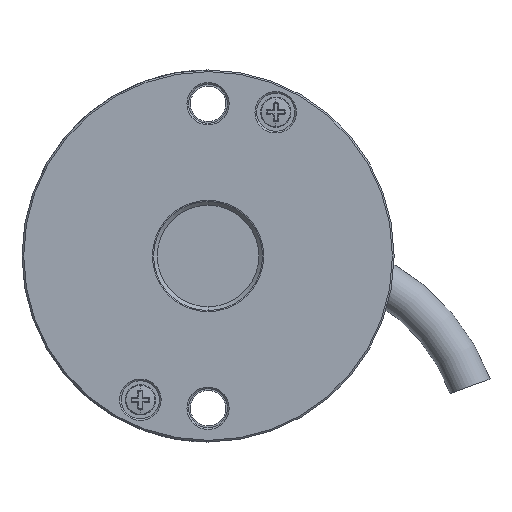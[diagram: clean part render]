
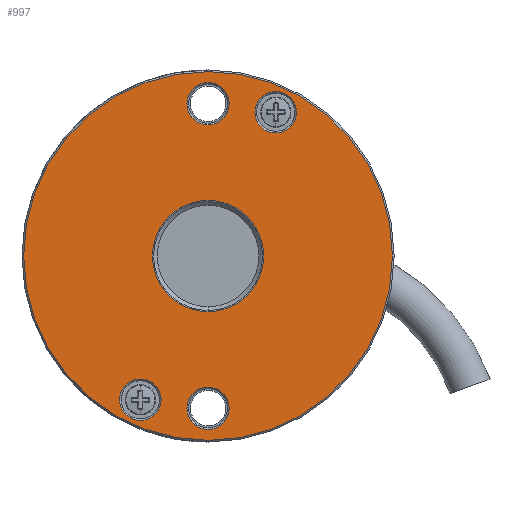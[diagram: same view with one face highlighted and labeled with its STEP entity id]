
A CAD part, front view. The second image highlights one B-rep face of the part: STEP entity #997.
In plain terms, the highlighted planar face has unit normal (0, -1, 0).
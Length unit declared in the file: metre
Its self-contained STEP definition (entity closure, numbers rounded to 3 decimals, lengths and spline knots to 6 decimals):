
#11 = VERTEX_POINT ( 'NONE', #1085 ) ;
#231 = EDGE_CURVE ( 'NONE', #252, #269, #2213, .T. ) ;
#252 = VERTEX_POINT ( 'NONE', #2374 ) ;
#269 = VERTEX_POINT ( 'NONE', #2514 ) ;
#284 = VERTEX_POINT ( 'NONE', #2632 ) ;
#355 = EDGE_CURVE ( 'NONE', #374, #284, #3073, .T. ) ;
#374 = VERTEX_POINT ( 'NONE', #3273 ) ;
#646 = VERTEX_POINT ( 'NONE', #2078 ) ;
#699 = EDGE_CURVE ( 'NONE', #716, #646, #2530, .T. ) ;
#702 = VERTEX_POINT ( 'NONE', #2560 ) ;
#716 = VERTEX_POINT ( 'NONE', #2678 ) ;
#767 = EDGE_CURVE ( 'NONE', #807, #702, #2897, .T. ) ;
#807 = VERTEX_POINT ( 'NONE', #3045 ) ;
#848 = VERTEX_POINT ( 'NONE', #3219 ) ;
#970 = EDGE_CURVE ( 'NONE', #11, #848, #3665, .T. ) ;
#997 = ADVANCED_FACE ( 'NONE', ( #1091, #1092, #1093, #1094, #1095, #1096 ), #1097, .T. ) ;
#1016 = EDGE_LOOP ( 'NONE', ( #1084, #1487 ) ) ;
#1084 = ORIENTED_EDGE ( 'NONE', *, *, #767, .T. ) ;
#1085 = CARTESIAN_POINT ( 'NONE',  ( 0.008, -0.003, 0.01455 ) ) ;
#1091 = FACE_BOUND ( 'NONE', #1016, .T. ) ;
#1092 = FACE_OUTER_BOUND ( 'NONE', #1931, .T. ) ;
#1093 = FACE_BOUND ( 'NONE', #3289, .T. ) ;
#1094 = FACE_BOUND ( 'NONE', #4391, .T. ) ;
#1095 = FACE_BOUND ( 'NONE', #4519, .T. ) ;
#1096 = FACE_BOUND ( 'NONE', #4638, .T. ) ;
#1097 = PLANE ( 'NONE',  #1098 ) ;
#1098 = AXIS2_PLACEMENT_3D ( 'NONE', #1099, #1100, #1102 ) ;
#1099 = CARTESIAN_POINT ( 'NONE',  ( 0., -0.003, 0. ) ) ;
#1100 = DIRECTION ( 'NONE',  ( 0., -1., 0. ) ) ;
#1102 = DIRECTION ( 'NONE',  ( 0., 0., -1. ) ) ;
#1487 = ORIENTED_EDGE ( 'NONE', *, *, #1737, .T. ) ;
#1549 = CIRCLE ( 'NONE', #1550, 0.0025 ) ;
#1550 = AXIS2_PLACEMENT_3D ( 'NONE', #1551, #1552, #1553 ) ;
#1551 = CARTESIAN_POINT ( 'NONE',  ( 0., -0.003, 0.018 ) ) ;
#1552 = DIRECTION ( 'NONE',  ( 0., 1., 0. ) ) ;
#1553 = DIRECTION ( 'NONE',  ( 0., 0., -1. ) ) ;
#1673 = CARTESIAN_POINT ( 'NONE',  ( -0.008, -0.003, -0.01945 ) ) ;
#1737 = EDGE_CURVE ( 'NONE', #702, #807, #1549, .T. ) ;
#1861 = CIRCLE ( 'NONE', #1862, 0.00245 ) ;
#1862 = AXIS2_PLACEMENT_3D ( 'NONE', #1863, #1864, #1865 ) ;
#1863 = CARTESIAN_POINT ( 'NONE',  ( 0.008, -0.003, 0.017 ) ) ;
#1864 = DIRECTION ( 'NONE',  ( 0., 1., 0. ) ) ;
#1865 = DIRECTION ( 'NONE',  ( 0., 0., -1. ) ) ;
#1931 = EDGE_LOOP ( 'NONE', ( #2450, #3078 ) ) ;
#2078 = CARTESIAN_POINT ( 'NONE',  ( 0., -0.003, -0.0155 ) ) ;
#2194 = CIRCLE ( 'NONE', #2195, 0.0218 ) ;
#2195 = AXIS2_PLACEMENT_3D ( 'NONE', #2196, #2197, #2198 ) ;
#2196 = CARTESIAN_POINT ( 'NONE',  ( 0., -0.003, 0. ) ) ;
#2197 = DIRECTION ( 'NONE',  ( 0., -1., 0. ) ) ;
#2198 = DIRECTION ( 'NONE',  ( 0., 0., -1. ) ) ;
#2213 = CIRCLE ( 'NONE', #2214, 0.0218 ) ;
#2214 = AXIS2_PLACEMENT_3D ( 'NONE', #2215, #2216, #2217 ) ;
#2215 = CARTESIAN_POINT ( 'NONE',  ( 0., -0.003, 0. ) ) ;
#2216 = DIRECTION ( 'NONE',  ( 0., -1., 0. ) ) ;
#2217 = DIRECTION ( 'NONE',  ( 0., 0., -1. ) ) ;
#2374 = CARTESIAN_POINT ( 'NONE',  ( 0., -0.003, -0.0218 ) ) ;
#2450 = ORIENTED_EDGE ( 'NONE', *, *, #2695, .T. ) ;
#2514 = CARTESIAN_POINT ( 'NONE',  ( 0., -0.003, 0.0218 ) ) ;
#2530 = CIRCLE ( 'NONE', #2531, 0.0025 ) ;
#2531 = AXIS2_PLACEMENT_3D ( 'NONE', #2532, #2533, #2534 ) ;
#2532 = CARTESIAN_POINT ( 'NONE',  ( 0., -0.003, -0.018 ) ) ;
#2533 = DIRECTION ( 'NONE',  ( 0., 1., 0. ) ) ;
#2534 = DIRECTION ( 'NONE',  ( 0., 0., -1. ) ) ;
#2560 = CARTESIAN_POINT ( 'NONE',  ( 0., -0.003, 0.0205 ) ) ;
#2632 = CARTESIAN_POINT ( 'NONE',  ( 0., -0.003, 0.006583 ) ) ;
#2678 = CARTESIAN_POINT ( 'NONE',  ( 0., -0.003, -0.0205 ) ) ;
#2695 = EDGE_CURVE ( 'NONE', #269, #252, #2194, .T. ) ;
#2729 = CIRCLE ( 'NONE', #2730, 0.00245 ) ;
#2730 = AXIS2_PLACEMENT_3D ( 'NONE', #2731, #2732, #2733 ) ;
#2731 = CARTESIAN_POINT ( 'NONE',  ( -0.008, -0.003, -0.017 ) ) ;
#2732 = DIRECTION ( 'NONE',  ( 0., 1., 0. ) ) ;
#2733 = DIRECTION ( 'NONE',  ( 0., 0., -1. ) ) ;
#2897 = CIRCLE ( 'NONE', #2898, 0.0025 ) ;
#2898 = AXIS2_PLACEMENT_3D ( 'NONE', #2899, #2900, #2901 ) ;
#2899 = CARTESIAN_POINT ( 'NONE',  ( 0., -0.003, 0.018 ) ) ;
#2900 = DIRECTION ( 'NONE',  ( 0., 1., 0. ) ) ;
#2901 = DIRECTION ( 'NONE',  ( 0., 0., -1. ) ) ;
#3045 = CARTESIAN_POINT ( 'NONE',  ( 0., -0.003, 0.0155 ) ) ;
#3073 = CIRCLE ( 'NONE', #3074, 0.006583 ) ;
#3074 = AXIS2_PLACEMENT_3D ( 'NONE', #3075, #3076, #3082 ) ;
#3075 = CARTESIAN_POINT ( 'NONE',  ( 0., -0.003, 0. ) ) ;
#3076 = DIRECTION ( 'NONE',  ( 0., 1., 0. ) ) ;
#3078 = ORIENTED_EDGE ( 'NONE', *, *, #231, .T. ) ;
#3082 = DIRECTION ( 'NONE',  ( 0., 0., -1. ) ) ;
#3219 = CARTESIAN_POINT ( 'NONE',  ( 0.008, -0.003, 0.01945 ) ) ;
#3273 = CARTESIAN_POINT ( 'NONE',  ( 0., -0.003, -0.006583 ) ) ;
#3289 = EDGE_LOOP ( 'NONE', ( #3653, #4041 ) ) ;
#3312 = CIRCLE ( 'NONE', #3313, 0.0025 ) ;
#3313 = AXIS2_PLACEMENT_3D ( 'NONE', #3314, #3315, #3316 ) ;
#3314 = CARTESIAN_POINT ( 'NONE',  ( 0., -0.003, -0.018 ) ) ;
#3315 = DIRECTION ( 'NONE',  ( 0., 1., 0. ) ) ;
#3316 = DIRECTION ( 'NONE',  ( 0., 0., -1. ) ) ;
#3653 = ORIENTED_EDGE ( 'NONE', *, *, #699, .T. ) ;
#3665 = CIRCLE ( 'NONE', #3666, 0.00245 ) ;
#3666 = AXIS2_PLACEMENT_3D ( 'NONE', #3667, #3668, #3669 ) ;
#3667 = CARTESIAN_POINT ( 'NONE',  ( 0.008, -0.003, 0.017 ) ) ;
#3668 = DIRECTION ( 'NONE',  ( 0., 1., 0. ) ) ;
#3669 = DIRECTION ( 'NONE',  ( 0., 0., -1. ) ) ;
#3992 = CIRCLE ( 'NONE', #3993, 0.006583 ) ;
#3993 = AXIS2_PLACEMENT_3D ( 'NONE', #3994, #3995, #3996 ) ;
#3994 = CARTESIAN_POINT ( 'NONE',  ( 0., -0.003, 0. ) ) ;
#3995 = DIRECTION ( 'NONE',  ( 0., 1., 0. ) ) ;
#3996 = DIRECTION ( 'NONE',  ( 0., 0., -1. ) ) ;
#4041 = ORIENTED_EDGE ( 'NONE', *, *, #4292, .T. ) ;
#4120 = CARTESIAN_POINT ( 'NONE',  ( -0.008, -0.003, -0.01455 ) ) ;
#4292 = EDGE_CURVE ( 'NONE', #646, #716, #3312, .T. ) ;
#4312 = CIRCLE ( 'NONE', #4313, 0.00245 ) ;
#4313 = AXIS2_PLACEMENT_3D ( 'NONE', #4314, #4315, #4316 ) ;
#4314 = CARTESIAN_POINT ( 'NONE',  ( -0.008, -0.003, -0.017 ) ) ;
#4315 = DIRECTION ( 'NONE',  ( 0., 1., 0. ) ) ;
#4316 = DIRECTION ( 'NONE',  ( 0., 0., -1. ) ) ;
#4391 = EDGE_LOOP ( 'NONE', ( #4425, #4467 ) ) ;
#4425 = ORIENTED_EDGE ( 'NONE', *, *, #355, .T. ) ;
#4467 = ORIENTED_EDGE ( 'NONE', *, *, #4492, .T. ) ;
#4492 = EDGE_CURVE ( 'NONE', #284, #374, #3992, .T. ) ;
#4519 = EDGE_LOOP ( 'NONE', ( #4554, #4591 ) ) ;
#4529 = VERTEX_POINT ( 'NONE', #4120 ) ;
#4554 = ORIENTED_EDGE ( 'NONE', *, *, #970, .T. ) ;
#4580 = EDGE_CURVE ( 'NONE', #4590, #4529, #4312, .T. ) ;
#4590 = VERTEX_POINT ( 'NONE', #1673 ) ;
#4591 = ORIENTED_EDGE ( 'NONE', *, *, #4615, .T. ) ;
#4615 = EDGE_CURVE ( 'NONE', #848, #11, #1861, .T. ) ;
#4638 = EDGE_LOOP ( 'NONE', ( #4674, #4712 ) ) ;
#4674 = ORIENTED_EDGE ( 'NONE', *, *, #4580, .T. ) ;
#4712 = ORIENTED_EDGE ( 'NONE', *, *, #4744, .T. ) ;
#4744 = EDGE_CURVE ( 'NONE', #4529, #4590, #2729, .T. ) ;
